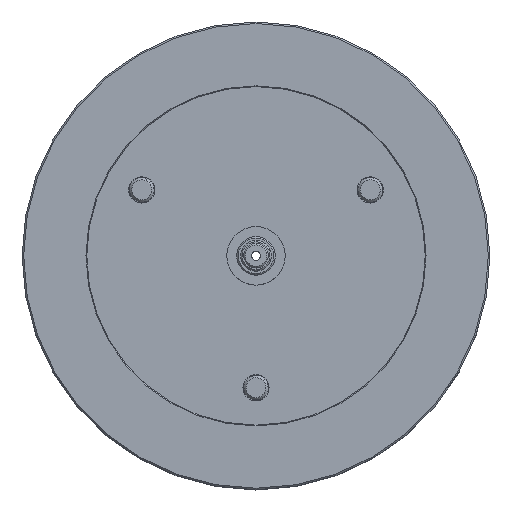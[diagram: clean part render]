
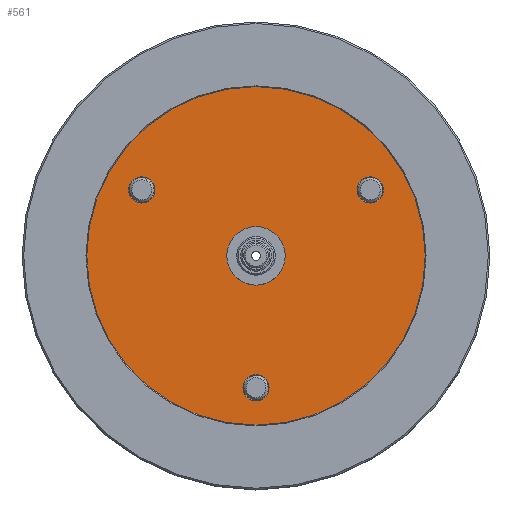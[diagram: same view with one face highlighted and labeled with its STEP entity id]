
A CAD part, top view. The second image highlights one B-rep face of the part: STEP entity #561.
In plain terms, the highlighted planar face has unit normal (0, 0, 1).
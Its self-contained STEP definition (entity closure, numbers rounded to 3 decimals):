
#63 = AXIS2_PLACEMENT_3D ( 'NONE', #6470, #2787, #7081 ) ;
#169 = ORIENTED_EDGE ( 'NONE', *, *, #6749, .T. ) ;
#189 = CARTESIAN_POINT ( 'NONE',  ( 0., 19., -5. ) ) ;
#299 = ORIENTED_EDGE ( 'NONE', *, *, #2221, .T. ) ;
#404 = DIRECTION ( 'NONE',  ( -1., 0., 0. ) ) ;
#534 = AXIS2_PLACEMENT_3D ( 'NONE', #189, #5105, #1420 ) ;
#561 = ADVANCED_FACE ( 'NONE', ( #6073, #2790, #3572, #7879, #1159 ), #4489, .F. ) ;
#575 = DIRECTION ( 'NONE',  ( -1., 0., 0. ) ) ;
#684 = CIRCLE ( 'NONE', #1197, 8.5 ) ;
#813 = EDGE_LOOP ( 'NONE', ( #6358, #1821 ) ) ;
#933 = EDGE_CURVE ( 'NONE', #7885, #6464, #684, .T. ) ;
#989 = DIRECTION ( 'NONE',  ( 0., 0., 1. ) ) ;
#1159 = FACE_OUTER_BOUND ( 'NONE', #3386, .T. ) ;
#1160 = CIRCLE ( 'NONE', #1802, 110. ) ;
#1197 = AXIS2_PLACEMENT_3D ( 'NONE', #7251, #3592, #7868 ) ;
#1207 = CARTESIAN_POINT ( 'NONE',  ( -78.468, 35.489, -5. ) ) ;
#1293 = VERTEX_POINT ( 'NONE', #5784 ) ;
#1412 = VERTEX_POINT ( 'NONE', #7731 ) ;
#1420 = DIRECTION ( 'NONE',  ( -1., 0., 0. ) ) ;
#1426 = EDGE_LOOP ( 'NONE', ( #299, #2920 ) ) ;
#1802 = AXIS2_PLACEMENT_3D ( 'NONE', #2068, #6365, #2675 ) ;
#1821 = ORIENTED_EDGE ( 'NONE', *, *, #933, .T. ) ;
#2068 = CARTESIAN_POINT ( 'NONE',  ( 0., 0., -5. ) ) ;
#2191 = VERTEX_POINT ( 'NONE', #5380 ) ;
#2203 = AXIS2_PLACEMENT_3D ( 'NONE', #6947, #3279, #7565 ) ;
#2221 = EDGE_CURVE ( 'NONE', #7480, #3510, #3458, .T. ) ;
#2339 = CARTESIAN_POINT ( 'NONE',  ( 19., 0., -5. ) ) ;
#2417 = DIRECTION ( 'NONE',  ( 0., 0., 1. ) ) ;
#2585 = CIRCLE ( 'NONE', #5745, 8.5 ) ;
#2610 = CIRCLE ( 'NONE', #2928, 8.5 ) ;
#2675 = DIRECTION ( 'NONE',  ( 1., 0., 0. ) ) ;
#2787 = DIRECTION ( 'NONE',  ( 0., 0., -1. ) ) ;
#2790 = FACE_BOUND ( 'NONE', #813, .T. ) ;
#2819 = CARTESIAN_POINT ( 'NONE',  ( 0., -85.7, -5. ) ) ;
#2920 = ORIENTED_EDGE ( 'NONE', *, *, #4450, .T. ) ;
#2928 = AXIS2_PLACEMENT_3D ( 'NONE', #2819, #7107, #3439 ) ;
#2953 = CARTESIAN_POINT ( 'NONE',  ( 74.218, 42.85, -5. ) ) ;
#3279 = DIRECTION ( 'NONE',  ( 0., 0., 1. ) ) ;
#3341 = AXIS2_PLACEMENT_3D ( 'NONE', #4680, #989, #5301 ) ;
#3346 = ORIENTED_EDGE ( 'NONE', *, *, #6244, .F. ) ;
#3386 = EDGE_LOOP ( 'NONE', ( #6897, #169 ) ) ;
#3439 = DIRECTION ( 'NONE',  ( -1., 0., 0. ) ) ;
#3458 = CIRCLE ( 'NONE', #7612, 8.5 ) ;
#3510 = VERTEX_POINT ( 'NONE', #7793 ) ;
#3572 = FACE_BOUND ( 'NONE', #6914, .T. ) ;
#3580 = DIRECTION ( 'NONE',  ( -1., 0., 0. ) ) ;
#3592 = DIRECTION ( 'NONE',  ( 0., 0., -1. ) ) ;
#3915 = CARTESIAN_POINT ( 'NONE',  ( 78.468, 35.489, -5. ) ) ;
#4060 = AXIS2_PLACEMENT_3D ( 'NONE', #7743, #4087, #404 ) ;
#4087 = DIRECTION ( 'NONE',  ( 0., 0., -1. ) ) ;
#4145 = VERTEX_POINT ( 'NONE', #4743 ) ;
#4234 = CIRCLE ( 'NONE', #4916, 19. ) ;
#4266 = DIRECTION ( 'NONE',  ( 0., 0., -1. ) ) ;
#4450 = EDGE_CURVE ( 'NONE', #3510, #7480, #4742, .T. ) ;
#4489 = PLANE ( 'NONE',  #534 ) ;
#4597 = ORIENTED_EDGE ( 'NONE', *, *, #7867, .F. ) ;
#4680 = CARTESIAN_POINT ( 'NONE',  ( 0., 0., -5. ) ) ;
#4742 = CIRCLE ( 'NONE', #4060, 8.5 ) ;
#4743 = CARTESIAN_POINT ( 'NONE',  ( 8.5, -85.7, -5. ) ) ;
#4916 = AXIS2_PLACEMENT_3D ( 'NONE', #6112, #2417, #6714 ) ;
#4953 = CARTESIAN_POINT ( 'NONE',  ( -110., 0., -5. ) ) ;
#5003 = ORIENTED_EDGE ( 'NONE', *, *, #7847, .T. ) ;
#5105 = DIRECTION ( 'NONE',  ( 0., 0., -1. ) ) ;
#5301 = DIRECTION ( 'NONE',  ( 1., 0., 0. ) ) ;
#5379 = VERTEX_POINT ( 'NONE', #4953 ) ;
#5380 = CARTESIAN_POINT ( 'NONE',  ( 110., 0., -5. ) ) ;
#5488 = CARTESIAN_POINT ( 'NONE',  ( -69.968, 50.211, -5. ) ) ;
#5745 = AXIS2_PLACEMENT_3D ( 'NONE', #7917, #4266, #575 ) ;
#5784 = CARTESIAN_POINT ( 'NONE',  ( -8.5, -85.7, -5. ) ) ;
#5885 = CIRCLE ( 'NONE', #3341, 19. ) ;
#6073 = FACE_BOUND ( 'NONE', #1426, .T. ) ;
#6091 = ORIENTED_EDGE ( 'NONE', *, *, #6218, .T. ) ;
#6112 = CARTESIAN_POINT ( 'NONE',  ( 0., 0., -5. ) ) ;
#6197 = EDGE_CURVE ( 'NONE', #6464, #7885, #6277, .T. ) ;
#6218 = EDGE_CURVE ( 'NONE', #1293, #4145, #2610, .T. ) ;
#6244 = EDGE_CURVE ( 'NONE', #7803, #1412, #5885, .T. ) ;
#6277 = CIRCLE ( 'NONE', #63, 8.5 ) ;
#6358 = ORIENTED_EDGE ( 'NONE', *, *, #6197, .T. ) ;
#6365 = DIRECTION ( 'NONE',  ( 0., 0., 1. ) ) ;
#6464 = VERTEX_POINT ( 'NONE', #5488 ) ;
#6470 = CARTESIAN_POINT ( 'NONE',  ( -74.218, 42.85, -5. ) ) ;
#6714 = DIRECTION ( 'NONE',  ( 1., 0., 0. ) ) ;
#6719 = EDGE_CURVE ( 'NONE', #2191, #5379, #7689, .T. ) ;
#6749 = EDGE_CURVE ( 'NONE', #5379, #2191, #1160, .T. ) ;
#6897 = ORIENTED_EDGE ( 'NONE', *, *, #6719, .T. ) ;
#6914 = EDGE_LOOP ( 'NONE', ( #6091, #5003 ) ) ;
#6947 = CARTESIAN_POINT ( 'NONE',  ( 0., 0., -5. ) ) ;
#7081 = DIRECTION ( 'NONE',  ( -1., 0., 0. ) ) ;
#7083 = EDGE_LOOP ( 'NONE', ( #3346, #4597 ) ) ;
#7107 = DIRECTION ( 'NONE',  ( 0., 0., -1. ) ) ;
#7238 = DIRECTION ( 'NONE',  ( 0., 0., -1. ) ) ;
#7251 = CARTESIAN_POINT ( 'NONE',  ( -74.218, 42.85, -5. ) ) ;
#7480 = VERTEX_POINT ( 'NONE', #3915 ) ;
#7565 = DIRECTION ( 'NONE',  ( 1., 0., 0. ) ) ;
#7612 = AXIS2_PLACEMENT_3D ( 'NONE', #2953, #7238, #3580 ) ;
#7689 = CIRCLE ( 'NONE', #2203, 110. ) ;
#7731 = CARTESIAN_POINT ( 'NONE',  ( -19., 0., -5. ) ) ;
#7743 = CARTESIAN_POINT ( 'NONE',  ( 74.218, 42.85, -5. ) ) ;
#7793 = CARTESIAN_POINT ( 'NONE',  ( 69.968, 50.211, -5. ) ) ;
#7803 = VERTEX_POINT ( 'NONE', #2339 ) ;
#7847 = EDGE_CURVE ( 'NONE', #4145, #1293, #2585, .T. ) ;
#7867 = EDGE_CURVE ( 'NONE', #1412, #7803, #4234, .T. ) ;
#7868 = DIRECTION ( 'NONE',  ( -1., 0., 0. ) ) ;
#7879 = FACE_BOUND ( 'NONE', #7083, .T. ) ;
#7885 = VERTEX_POINT ( 'NONE', #1207 ) ;
#7917 = CARTESIAN_POINT ( 'NONE',  ( 0., -85.7, -5. ) ) ;
